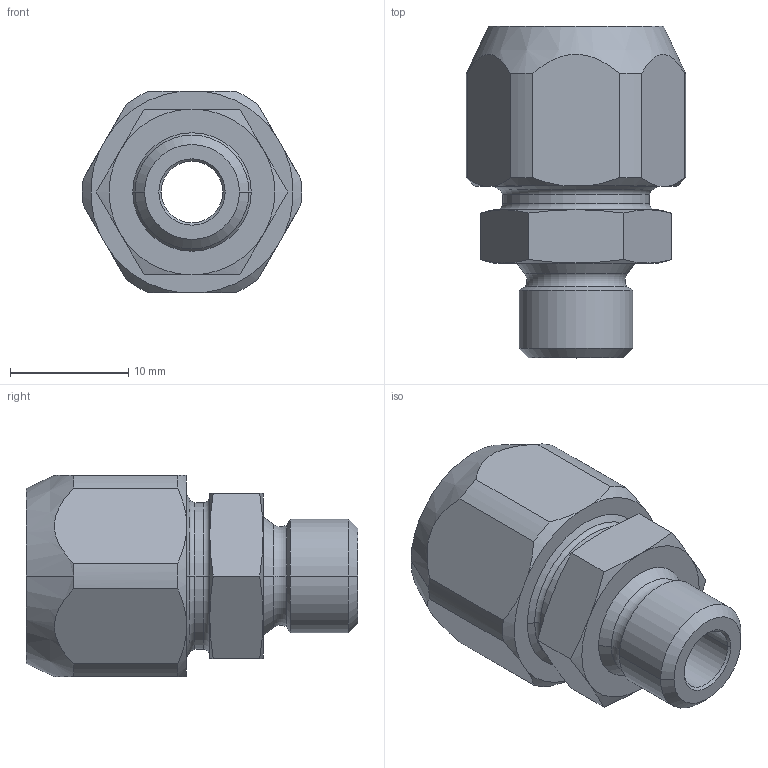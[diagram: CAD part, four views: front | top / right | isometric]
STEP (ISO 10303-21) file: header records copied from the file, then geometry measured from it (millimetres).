
FILE_DESCRIPTION(( 'CX.11.10.18.stp' ), '1');
FILE_NAME( 'CX.11.10.18.stp', '2018-08-24T14:34:41',( 'Sopra'),('sopra-pneumatic.com'), 'SwSTEP 2.0','SolidWorks 2009','' );
FILE_SCHEMA(('CONFIG_CONTROL_DESIGN'));
Length unit declared in the file: millimetre
Products named in the file (1): 360029B_151X4-10-8-1-8
Bounding box: 18.5 x 28 x 17 mm (x, y, z)
Volume: 3807.1 mm3; surface area: 2579.8 mm2
Topology: 1 solids, 1 shells, 75 faces, 172 edges, 104 vertices
Faces by surface type: cone 30, plane 19, cylinder 16, torus 10
Entity records: 2273 total; most frequent: CARTESIAN_POINT 552, DIRECTION 364, ORIENTED_EDGE 344, EDGE_CURVE 172, AXIS2_PLACEMENT_3D 159, VERTEX_POINT 104, CIRCLE 84, EDGE_LOOP 82
